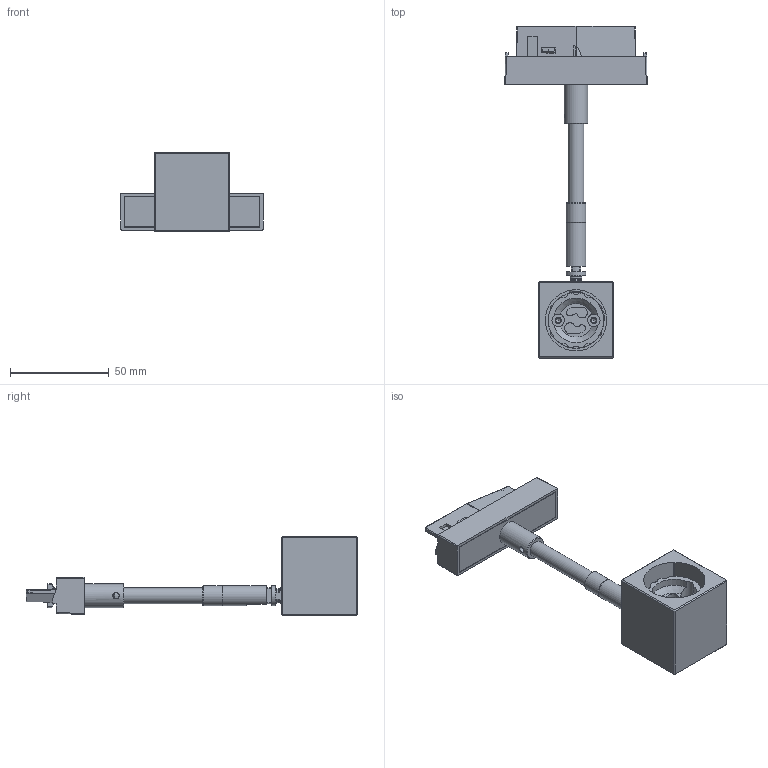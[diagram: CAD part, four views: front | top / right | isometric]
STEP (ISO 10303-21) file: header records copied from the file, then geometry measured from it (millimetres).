
FILE_DESCRIPTION(/* description */ ('This is a sample STEP configuration'),/* implementation_level */ '2;1');
FILE_NAME(/* name */ '658-002750000xx SIMPLE.ipt_Rev_00.stp',/* time_stamp */ '2023-04-27T13:40:22+02:00',/* author */ ('powerJobs'),/* organization */ ('coolOrange'),/* preprocessor_version */ 'ST-DEVELOPER v19.2',/* originating_system */ 'Autodesk Inventor 2023',/* authorisation */ '');
FILE_SCHEMA (('AUTOMOTIVE_DESIGN { 1 0 10303 214 3 1 1 }'));
Length unit declared in the file: millimetre
Products named in the file (1): ENG000017463
Bounding box: 72 x 167.95 x 40 mm (x, y, z)
Volume: 55088.9 mm3; surface area: 39000.1 mm2
Topology: 8 solids, 8 shells, 892 faces, 2458 edges, 1603 vertices
Faces by surface type: plane 639, cylinder 148, cone 46, bspline 43, sphere 8, torus 8
Full cylindrical faces by diameter (mm): 1 x4, 2.459 x3, 3.2 x2, 3.242 x1, 3.3 x2, 4 x1, 5 x3, 6.3 x4, 6.917 x2, 7.2 x1, 8 x1, 10 x3, 12 x1
Entity records: 31089 total; most frequent: CARTESIAN_POINT 8431, ORIENTED_EDGE 4902, DIRECTION 4398, EDGE_CURVE 2451, LINE 1878, VECTOR 1878, VERTEX_POINT 1603, AXIS2_PLACEMENT_3D 1260
